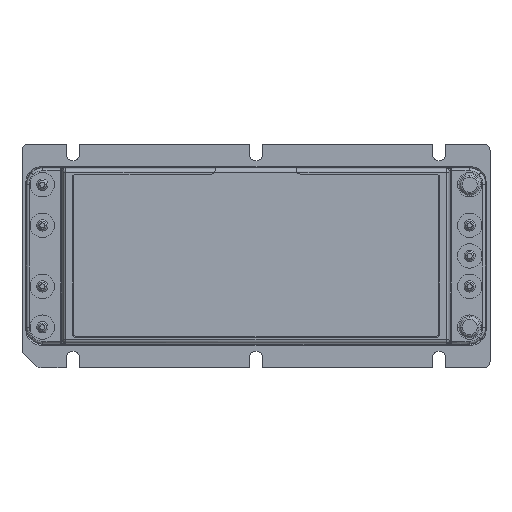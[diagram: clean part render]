
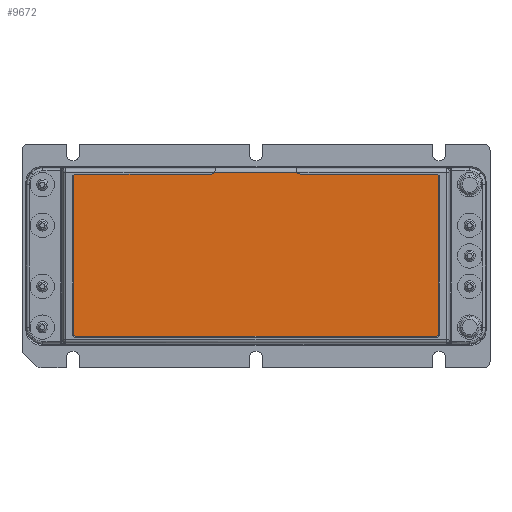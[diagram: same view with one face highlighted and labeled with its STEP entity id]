
A CAD part, top view. The second image highlights one B-rep face of the part: STEP entity #9672.
In plain terms, the highlighted planar face has unit normal (0, 0, 1).
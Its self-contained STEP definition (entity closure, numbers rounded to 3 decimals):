
#9396 = VERTEX_POINT('',#9397);
#9397 = CARTESIAN_POINT('',(-45.657,-19.18,
    -1.697));
#9405 = VERTEX_POINT('',#9406);
#9406 = CARTESIAN_POINT('',(-44.768,-20.069,
    -1.697));
#9412 = EDGE_CURVE('',#9396,#9405,#9413,.T.);
#9413 = CIRCLE('',#9414,0.889);
#9414 = AXIS2_PLACEMENT_3D('',#9415,#9416,#9417);
#9415 = CARTESIAN_POINT('',(-44.768,-19.18,
    -1.697));
#9416 = DIRECTION('',(0.,0.,1.));
#9417 = DIRECTION('',(1.,0.,0.));
#9430 = VERTEX_POINT('',#9431);
#9431 = CARTESIAN_POINT('',(44.767,-20.069,
    -1.697));
#9437 = EDGE_CURVE('',#9405,#9430,#9438,.T.);
#9438 = LINE('',#9439,#9440);
#9439 = CARTESIAN_POINT('',(44.767,-20.069,
    -1.697));
#9440 = VECTOR('',#9441,1.);
#9441 = DIRECTION('',(1.,0.,0.));
#9454 = VERTEX_POINT('',#9455);
#9455 = CARTESIAN_POINT('',(45.656,-19.18,
    -1.697));
#9461 = EDGE_CURVE('',#9430,#9454,#9462,.T.);
#9462 = CIRCLE('',#9463,0.889);
#9463 = AXIS2_PLACEMENT_3D('',#9464,#9465,#9466);
#9464 = CARTESIAN_POINT('',(44.767,-19.18,
    -1.697));
#9465 = DIRECTION('',(0.,0.,1.));
#9466 = DIRECTION('',(1.,0.,0.));
#9479 = VERTEX_POINT('',#9480);
#9480 = CARTESIAN_POINT('',(45.656,19.555,
    -1.697));
#9486 = EDGE_CURVE('',#9454,#9479,#9487,.T.);
#9487 = LINE('',#9488,#9489);
#9488 = CARTESIAN_POINT('',(45.656,19.555,
    -1.697));
#9489 = VECTOR('',#9490,1.);
#9490 = DIRECTION('',(0.,1.,0.));
#9503 = VERTEX_POINT('',#9504);
#9504 = CARTESIAN_POINT('',(44.767,20.444,
    -1.697));
#9510 = EDGE_CURVE('',#9479,#9503,#9511,.T.);
#9511 = CIRCLE('',#9512,0.889);
#9512 = AXIS2_PLACEMENT_3D('',#9513,#9514,#9515);
#9513 = CARTESIAN_POINT('',(44.767,19.555,
    -1.697));
#9514 = DIRECTION('',(0.,0.,1.));
#9515 = DIRECTION('',(1.,0.,0.));
#9530 = VERTEX_POINT('',#9531);
#9531 = CARTESIAN_POINT('',(10.985,20.444,
    -1.697));
#9537 = EDGE_CURVE('',#9503,#9530,#9538,.T.);
#9538 = LINE('',#9539,#9540);
#9539 = CARTESIAN_POINT('',(44.767,20.444,
    -1.697));
#9540 = VECTOR('',#9541,1.);
#9541 = DIRECTION('',(-1.,0.,0.));
#9551 = EDGE_CURVE('',#9530,#9552,#9554,.T.);
#9552 = VERTEX_POINT('',#9553);
#9553 = CARTESIAN_POINT('',(10.229,20.866,
    -1.697));
#9554 = CIRCLE('',#9555,0.889);
#9555 = AXIS2_PLACEMENT_3D('',#9556,#9557,#9558);
#9556 = CARTESIAN_POINT('',(10.985,21.333,
    -1.697));
#9557 = DIRECTION('',(0.,0.,-1.));
#9558 = DIRECTION('',(-1.,0.,0.));
#9577 = VERTEX_POINT('',#9578);
#9578 = CARTESIAN_POINT('',(-10.356,20.866,
    -1.697));
#9583 = EDGE_CURVE('',#9577,#9584,#9586,.T.);
#9584 = VERTEX_POINT('',#9585);
#9585 = CARTESIAN_POINT('',(-11.113,20.444,
    -1.697));
#9586 = CIRCLE('',#9587,0.889);
#9587 = AXIS2_PLACEMENT_3D('',#9588,#9589,#9590);
#9588 = CARTESIAN_POINT('',(-11.113,21.333,
    -1.697));
#9589 = DIRECTION('',(0.,0.,-1.));
#9590 = DIRECTION('',(1.,0.,0.));
#9611 = VERTEX_POINT('',#9612);
#9612 = CARTESIAN_POINT('',(-44.768,20.444,
    -1.697));
#9618 = EDGE_CURVE('',#9584,#9611,#9619,.T.);
#9619 = LINE('',#9620,#9621);
#9620 = CARTESIAN_POINT('',(-11.113,20.444,
    -1.697));
#9621 = VECTOR('',#9622,1.);
#9622 = DIRECTION('',(-1.,0.,0.));
#9637 = VERTEX_POINT('',#9638);
#9638 = CARTESIAN_POINT('',(-45.657,19.555,
    -1.697));
#9644 = EDGE_CURVE('',#9611,#9637,#9645,.T.);
#9645 = CIRCLE('',#9646,0.889);
#9646 = AXIS2_PLACEMENT_3D('',#9647,#9648,#9649);
#9647 = CARTESIAN_POINT('',(-44.768,19.555,
    -1.697));
#9648 = DIRECTION('',(0.,0.,1.));
#9649 = DIRECTION('',(-1.,0.,0.));
#9662 = EDGE_CURVE('',#9637,#9396,#9663,.T.);
#9663 = LINE('',#9664,#9665);
#9664 = CARTESIAN_POINT('',(-45.657,19.555,
    -1.697));
#9665 = VECTOR('',#9666,1.);
#9666 = DIRECTION('',(0.,-1.,0.));
#9672 = ADVANCED_FACE('',(#9673),#9692,.T.);
#9673 = FACE_BOUND('',#9674,.T.);
#9674 = EDGE_LOOP('',(#9675,#9681,#9682,#9683,#9684,#9685,#9686,#9687,
    #9688,#9689,#9690,#9691));
#9675 = ORIENTED_EDGE('',*,*,#9676,.F.);
#9676 = EDGE_CURVE('',#9577,#9552,#9677,.T.);
#9677 = LINE('',#9678,#9679);
#9678 = CARTESIAN_POINT('',(-44.768,20.866,
    -1.697));
#9679 = VECTOR('',#9680,1.);
#9680 = DIRECTION('',(1.,0.,0.));
#9681 = ORIENTED_EDGE('',*,*,#9583,.T.);
#9682 = ORIENTED_EDGE('',*,*,#9618,.T.);
#9683 = ORIENTED_EDGE('',*,*,#9644,.T.);
#9684 = ORIENTED_EDGE('',*,*,#9662,.T.);
#9685 = ORIENTED_EDGE('',*,*,#9412,.T.);
#9686 = ORIENTED_EDGE('',*,*,#9437,.T.);
#9687 = ORIENTED_EDGE('',*,*,#9461,.T.);
#9688 = ORIENTED_EDGE('',*,*,#9486,.T.);
#9689 = ORIENTED_EDGE('',*,*,#9510,.T.);
#9690 = ORIENTED_EDGE('',*,*,#9537,.T.);
#9691 = ORIENTED_EDGE('',*,*,#9551,.T.);
#9692 = PLANE('',#9693);
#9693 = AXIS2_PLACEMENT_3D('',#9694,#9695,#9696);
#9694 = CARTESIAN_POINT('',(-44.768,19.555,
    -1.697));
#9695 = DIRECTION('',(0.,0.,1.));
#9696 = DIRECTION('',(-1.,0.,0.));
